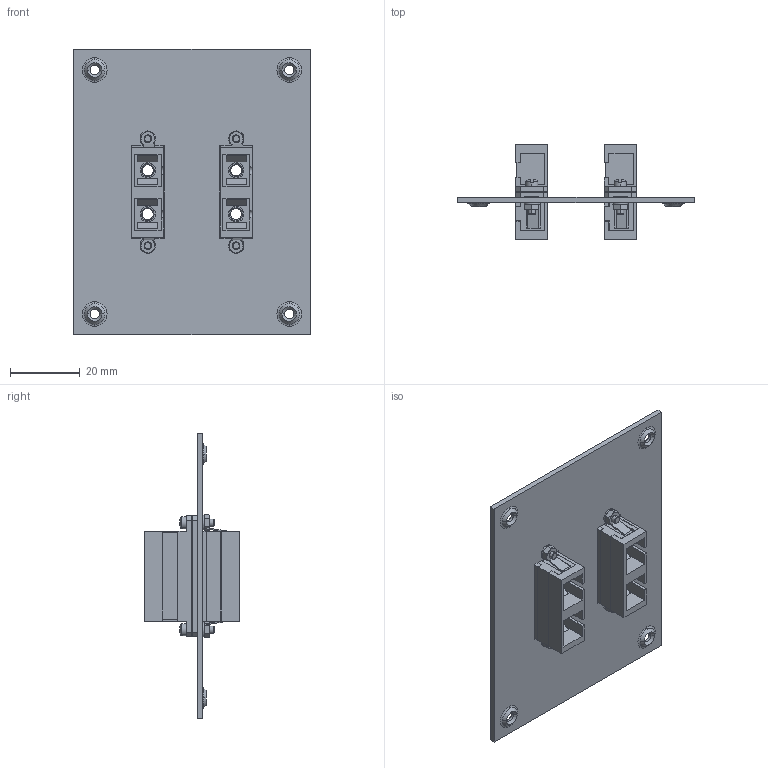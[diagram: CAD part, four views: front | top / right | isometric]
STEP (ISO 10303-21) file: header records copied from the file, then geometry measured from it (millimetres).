
FILE_DESCRIPTION (( 'STEP AP214' ), '1' );
FILE_NAME ('USP2DSC-APC.STEP', '2007-11-30T16:28:36', ( ' ' ), ( ' ' ), 'SwSTEP 2.0', 'SolidWorks 2007', '' );
FILE_SCHEMA (( 'AUTOMOTIVE_DESIGN' ));
Length unit declared in the file: inch
Products named in the file (7): 1AR17-009; 90730A003; 92146A003; FOA-005; 91794A078; USP2DSC-APC
Assembly tree (16 placements, depth 3):
  USP2DSC-APC
    90730A003  x4
    92146A003  x4
    FOA-005  x2
      FOA-005
    91794A078  x4
    1AR17-009
Bounding box: 68.07 x 27.43 x 82.04 mm (x, y, z)
Volume: 14830.5 mm3; surface area: 23385.3 mm2
Topology: 15 solids, 15 shells, 748 faces, 1954 edges, 1280 vertices
Faces by surface type: plane 514, cylinder 134, cone 76, torus 24
Entity records: 13636 total; most frequent: CARTESIAN_POINT 2149, DIRECTION 2003, ORIENTED_EDGE 2000, EDGE_CURVE 1000, VECTOR 749, LINE 749, VERTEX_POINT 657, AXIS2_PLACEMENT_3D 627
